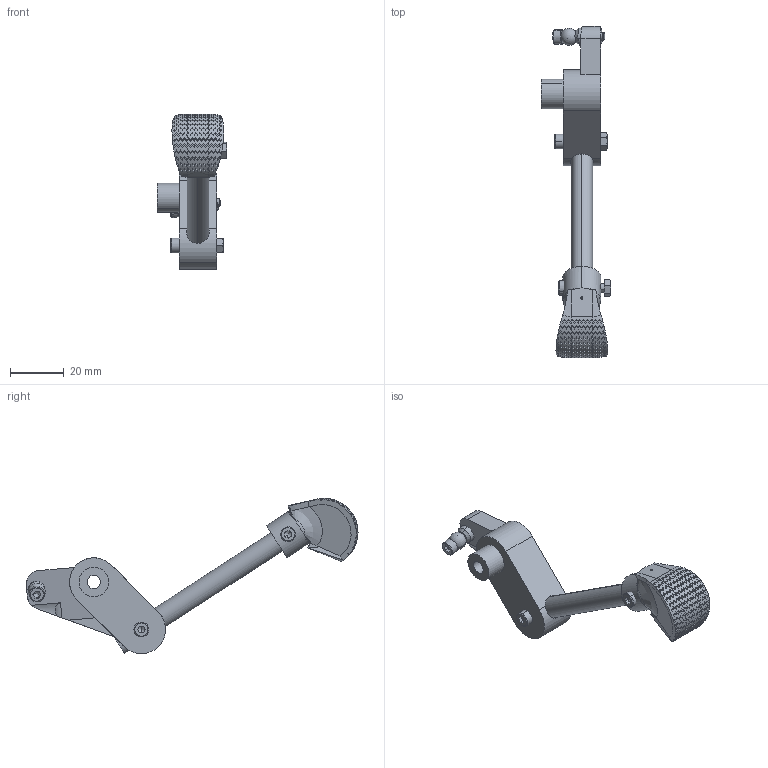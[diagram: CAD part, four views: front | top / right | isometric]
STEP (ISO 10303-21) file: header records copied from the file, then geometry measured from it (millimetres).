
FILE_DESCRIPTION (( 'STEP AP203' ), '1' );
FILE_NAME ('EE_Right_Default_sldprt.STEP', '2025-10-06T14:55:31', ( '' ), ( '' ), 'SwSTEP 2.0', 'SolidWorks 2024', '' );
FILE_SCHEMA (( 'CONFIG_CONTROL_DESIGN' ));
Length unit declared in the file: millimetre
Products named in the file (1): EE_Right_Default_sldprt
Bounding box: 25.65 x 123.39 x 57.73 mm (x, y, z)
Surface area: 14237.5 mm2 (no closed solid volume)
Topology: 0 solids, 14 shells, 1111 faces, 3098 edges, 2001 vertices
Faces by surface type: plane 834, cylinder 101, cone 80, bspline 62, torus 32, sphere 2
Entity records: 38054 total; most frequent: CARTESIAN_POINT 11988, ORIENTED_EDGE 6146, DIRECTION 4462, EDGE_CURVE 3076, VERTEX_POINT 1999, LINE 1706, VECTOR 1706, AXIS2_PLACEMENT_3D 1378
